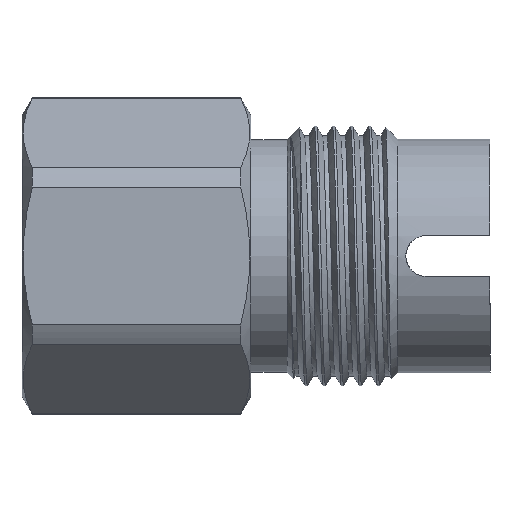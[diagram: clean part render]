
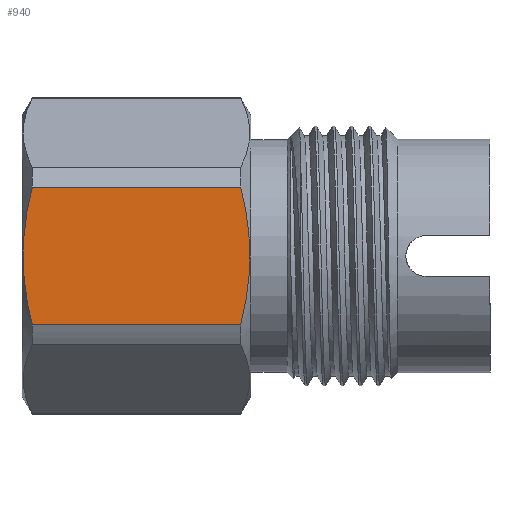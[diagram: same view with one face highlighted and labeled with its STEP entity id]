
A CAD part, left-side view. The second image highlights one B-rep face of the part: STEP entity #940.
In plain terms, the highlighted planar face has unit normal (-1, 0, 0).
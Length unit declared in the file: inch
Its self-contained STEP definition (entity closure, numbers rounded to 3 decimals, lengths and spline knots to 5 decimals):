
#304 = B_SPLINE_CURVE_WITH_KNOTS ( 'NONE', 3,
 ( #7115, #7161, #11504, #644, #2818, #689, #5956, #8241, #13780, #3004, #7299, #6188, #4094, #10523 ),
 .UNSPECIFIED., .F., .F.,
 ( 4, 2, 2, 2, 2, 2, 4 ),
 ( 0.01607, 0.01781, 0.01956, 0.02304, 0.02478, 0.02653, 0.03001 ),
 .UNSPECIFIED. ) ;
#582 = CARTESIAN_POINT ( 'NONE',  ( -0.5625, 0., -0.27243 ) ) ;
#644 = CARTESIAN_POINT ( 'NONE',  ( -0.5625, 1.82926, -0.1823 ) ) ;
#689 = CARTESIAN_POINT ( 'NONE',  ( -0.5625, 1.84238, -0.09158 ) ) ;
#713 = CARTESIAN_POINT ( 'NONE',  ( -0.5625, 0.98541, 0.27243 ) ) ;
#940 = ADVANCED_FACE ( 'NONE', ( #14044 ), #12493, .F. ) ;
#1660 = VECTOR ( 'NONE', #7142, 39.37008 ) ;
#1674 = CARTESIAN_POINT ( 'NONE',  ( -0.5625, 0.97428, 0.22817 ) ) ;
#2121 = CARTESIAN_POINT ( 'NONE',  ( -0.5625, 1.80959, -0.27243 ) ) ;
#2603 = AXIS2_PLACEMENT_3D ( 'NONE', #3982, #10410, #3795 ) ;
#2784 = CARTESIAN_POINT ( 'NONE',  ( -0.5625, 0.98541, -0.27243 ) ) ;
#2818 = CARTESIAN_POINT ( 'NONE',  ( -0.5625, 1.83308, -0.15966 ) ) ;
#2887 = CARTESIAN_POINT ( 'NONE',  ( -0.5625, 0.95337, 0.09188 ) ) ;
#2934 = CARTESIAN_POINT ( 'NONE',  ( -0.5625, 0.96519, 0.18335 ) ) ;
#3004 = CARTESIAN_POINT ( 'NONE',  ( -0.5625, 1.84163, 0.09188 ) ) ;
#3180 = B_SPLINE_CURVE_WITH_KNOTS ( 'NONE', 3,
 ( #713, #1674, #2934, #9275, #2887, #7230, #5077, #10406, #10457, #9230, #12488, #10363, #12624, #9454 ),
 .UNSPECIFIED., .F., .F.,
 ( 4, 2, 2, 2, 2, 2, 4 ),
 ( 0.00744, 0.01092, 0.01266, 0.0144, 0.01787, 0.01961, 0.02135 ),
 .UNSPECIFIED. ) ;
#3251 = EDGE_CURVE ( 'NONE', #5024, #5627, #304, .T. ) ;
#3795 = DIRECTION ( 'NONE',  ( 0., 0., -1. ) ) ;
#3899 = EDGE_CURVE ( 'NONE', #8524, #5024, #9261, .T. ) ;
#3982 = CARTESIAN_POINT ( 'NONE',  ( -0.5625, 1.85, -0.32476 ) ) ;
#4064 = EDGE_CURVE ( 'NONE', #10337, #8524, #3180, .T. ) ;
#4094 = CARTESIAN_POINT ( 'NONE',  ( -0.5625, 1.82072, 0.22817 ) ) ;
#4969 = ORIENTED_EDGE ( 'NONE', *, *, #4064, .F. ) ;
#5024 = VERTEX_POINT ( 'NONE', #2121 ) ;
#5077 = CARTESIAN_POINT ( 'NONE',  ( -0.5625, 0.94933, 0.0228 ) ) ;
#5536 = ORIENTED_EDGE ( 'NONE', *, *, #3251, .F. ) ;
#5627 = VERTEX_POINT ( 'NONE', #13774 ) ;
#5956 = CARTESIAN_POINT ( 'NONE',  ( -0.5625, 1.84566, -0.04598 ) ) ;
#5999 = VECTOR ( 'NONE', #7023, 39.37008 ) ;
#6188 = CARTESIAN_POINT ( 'NONE',  ( -0.5625, 1.82981, 0.18335 ) ) ;
#6612 = ORIENTED_EDGE ( 'NONE', *, *, #3899, .F. ) ;
#7023 = DIRECTION ( 'NONE',  ( 0., -1., 0. ) ) ;
#7115 = CARTESIAN_POINT ( 'NONE',  ( -0.5625, 1.80959, -0.27243 ) ) ;
#7142 = DIRECTION ( 'NONE',  ( 0., 1., 0. ) ) ;
#7161 = CARTESIAN_POINT ( 'NONE',  ( -0.5625, 1.81521, -0.25008 ) ) ;
#7230 = CARTESIAN_POINT ( 'NONE',  ( -0.5625, 0.95014, 0.04579 ) ) ;
#7299 = CARTESIAN_POINT ( 'NONE',  ( -0.5625, 1.8392, 0.11496 ) ) ;
#7834 = LINE ( 'NONE', #10197, #5999 ) ;
#8241 = CARTESIAN_POINT ( 'NONE',  ( -0.5625, 1.84567, 0.0228 ) ) ;
#8524 = VERTEX_POINT ( 'NONE', #2784 ) ;
#8737 = EDGE_LOOP ( 'NONE', ( #6612, #4969, #8782, #5536 ) ) ;
#8782 = ORIENTED_EDGE ( 'NONE', *, *, #9213, .F. ) ;
#9213 = EDGE_CURVE ( 'NONE', #5627, #10337, #7834, .T. ) ;
#9230 = CARTESIAN_POINT ( 'NONE',  ( -0.5625, 0.96192, -0.15966 ) ) ;
#9261 = LINE ( 'NONE', #582, #1660 ) ;
#9275 = CARTESIAN_POINT ( 'NONE',  ( -0.5625, 0.9558, 0.11496 ) ) ;
#9454 = CARTESIAN_POINT ( 'NONE',  ( -0.5625, 0.98541, -0.27243 ) ) ;
#10197 = CARTESIAN_POINT ( 'NONE',  ( -0.5625, 0., 0.27243 ) ) ;
#10337 = VERTEX_POINT ( 'NONE', #10702 ) ;
#10363 = CARTESIAN_POINT ( 'NONE',  ( -0.5625, 0.97467, -0.22749 ) ) ;
#10406 = CARTESIAN_POINT ( 'NONE',  ( -0.5625, 0.94934, -0.04598 ) ) ;
#10410 = DIRECTION ( 'NONE',  ( 1., 0., 0. ) ) ;
#10457 = CARTESIAN_POINT ( 'NONE',  ( -0.5625, 0.95262, -0.09158 ) ) ;
#10523 = CARTESIAN_POINT ( 'NONE',  ( -0.5625, 1.80959, 0.27243 ) ) ;
#10702 = CARTESIAN_POINT ( 'NONE',  ( -0.5625, 0.98541, 0.27243 ) ) ;
#11504 = CARTESIAN_POINT ( 'NONE',  ( -0.5625, 1.82033, -0.22749 ) ) ;
#12488 = CARTESIAN_POINT ( 'NONE',  ( -0.5625, 0.96574, -0.1823 ) ) ;
#12493 = PLANE ( 'NONE',  #2603 ) ;
#12624 = CARTESIAN_POINT ( 'NONE',  ( -0.5625, 0.97979, -0.25008 ) ) ;
#13774 = CARTESIAN_POINT ( 'NONE',  ( -0.5625, 1.80959, 0.27243 ) ) ;
#13780 = CARTESIAN_POINT ( 'NONE',  ( -0.5625, 1.84486, 0.04579 ) ) ;
#14044 = FACE_OUTER_BOUND ( 'NONE', #8737, .T. ) ;
